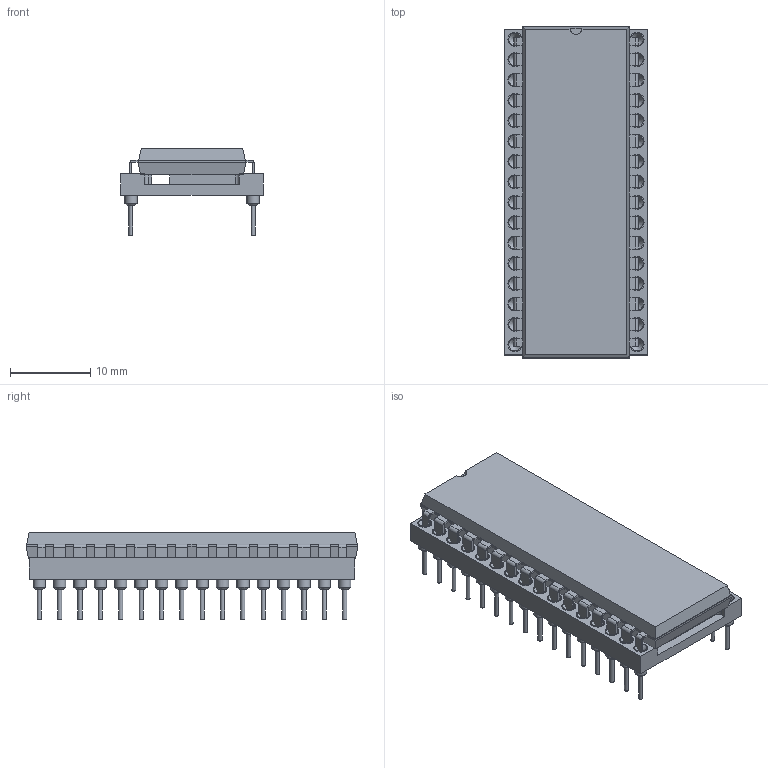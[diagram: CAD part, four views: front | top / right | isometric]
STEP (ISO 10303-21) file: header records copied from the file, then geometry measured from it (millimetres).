
FILE_DESCRIPTION(('FreeCAD Model'),'2;1');
FILE_NAME('Open CASCADE Shape Model','2025-04-20T22:46:04',('Author'),( ''),'Open CASCADE STEP processor 7.7','FreeCAD','Unknown');
FILE_SCHEMA(('AUTOMOTIVE_DESIGN { 1 0 10303 214 1 1 1 1 }'));
Length unit declared in the file: millimetre
Products named in the file (3): Unnamed; DIP_32_W1524mm_Socket; DIP-32_W15.24mm
Assembly tree (2 placements, depth 2):
  Unnamed
    DIP_32_W1524mm_Socket
    DIP-32_W15.24mm
Bounding box: 17.78 x 41.4 x 10.96 mm (x, y, z)
Volume: 2763.2 mm3; surface area: 3688 mm2
Topology: 2 solids, 2 shells, 987 faces, 2274 edges, 1448 vertices
Faces by surface type: plane 638, cylinder 209, cone 96, bspline 44
Full cylindrical faces by diameter (mm): 0.508 x64, 1.524 x32, 1.724 x32
Entity records: 33933 total; most frequent: CARTESIAN_POINT 5160, DIRECTION 4695, ORIENTED_EDGE 4548, EDGE_CURVE 2274, LINE 1707, VECTOR 1707, AXIS2_PLACEMENT_3D 1494, VERTEX_POINT 1448
